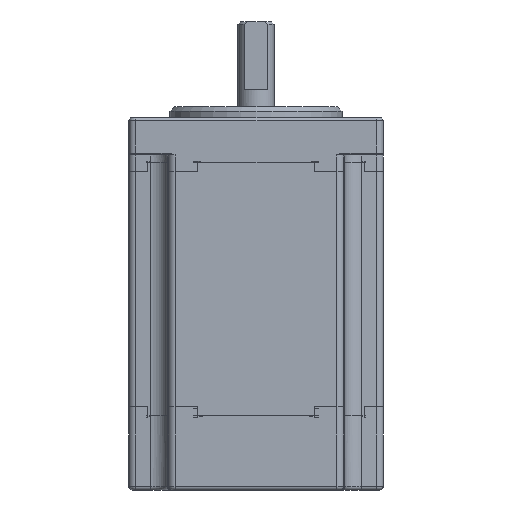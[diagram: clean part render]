
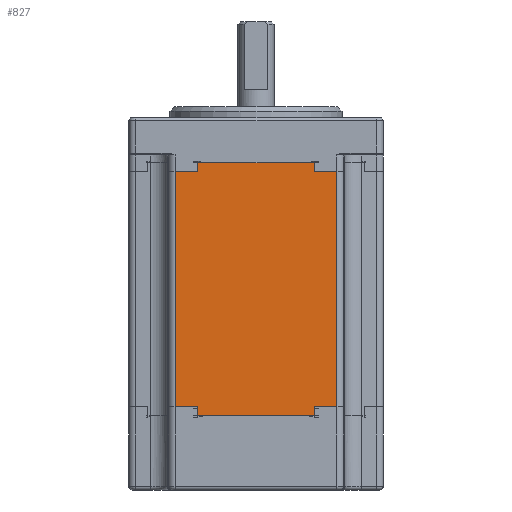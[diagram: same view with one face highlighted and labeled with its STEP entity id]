
A CAD part, front view. The second image highlights one B-rep face of the part: STEP entity #827.
In plain terms, the highlighted planar face has unit normal (0, -1, 0).
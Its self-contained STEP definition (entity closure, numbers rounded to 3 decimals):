
#605 = VERTEX_POINT ( 'NONE', #6020 ) ;
#606 = EDGE_CURVE ( 'NONE', #825, #605, #6019, .T. ) ;
#608 = ORIENTED_EDGE ( 'NONE', *, *, #613, .F. ) ;
#612 = ORIENTED_EDGE ( 'NONE', *, *, #620, .T. ) ;
#613 = EDGE_CURVE ( 'NONE', #672, #677, #6005, .T. ) ;
#614 = ORIENTED_EDGE ( 'NONE', *, *, #606, .F. ) ;
#620 = EDGE_CURVE ( 'NONE', #672, #605, #6053, .T. ) ;
#627 = ORIENTED_EDGE ( 'NONE', *, *, #11921, .F. ) ;
#628 = ORIENTED_EDGE ( 'NONE', *, *, #11303, .F. ) ;
#629 = ORIENTED_EDGE ( 'NONE', *, *, #11183, .T. ) ;
#630 = EDGE_CURVE ( 'NONE', #11910, #828, #6034, .T. ) ;
#631 = ORIENTED_EDGE ( 'NONE', *, *, #673, .F. ) ;
#672 = VERTEX_POINT ( 'NONE', #6094 ) ;
#673 = EDGE_CURVE ( 'NONE', #677, #11321, #6092, .T. ) ;
#677 = VERTEX_POINT ( 'NONE', #6150 ) ;
#821 = ORIENTED_EDGE ( 'NONE', *, *, #630, .F. ) ;
#823 = EDGE_CURVE ( 'NONE', #828, #11913, #6384, .T. ) ;
#824 = EDGE_CURVE ( 'NONE', #11976, #825, #6380, .T. ) ;
#825 = VERTEX_POINT ( 'NONE', #6440 ) ;
#826 = ORIENTED_EDGE ( 'NONE', *, *, #824, .F. ) ;
#827 = ADVANCED_FACE ( 'NONE', ( #6439 ), #6438, .F. ) ;
#828 = VERTEX_POINT ( 'NONE', #6433 ) ;
#831 = ORIENTED_EDGE ( 'NONE', *, *, #11911, .F. ) ;
#832 = ORIENTED_EDGE ( 'NONE', *, *, #823, .F. ) ;
#834 = ORIENTED_EDGE ( 'NONE', *, *, #915, .F. ) ;
#915 = EDGE_CURVE ( 'NONE', #11916, #11976, #6544, .T. ) ;
#6002 = DIRECTION ( 'NONE',  ( 0., 0., 1. ) ) ;
#6003 = VECTOR ( 'NONE', #6002, 1000. ) ;
#6004 = CARTESIAN_POINT ( 'NONE',  ( -12.853, -28.1, 2. ) ) ;
#6005 = LINE ( 'NONE', #6004, #6003 ) ;
#6016 = DIRECTION ( 'NONE',  ( 0., 0., -1. ) ) ;
#6017 = VECTOR ( 'NONE', #6016, 1000. ) ;
#6018 = CARTESIAN_POINT ( 'NONE',  ( 12.853, -28.1, 2. ) ) ;
#6019 = LINE ( 'NONE', #6018, #6017 ) ;
#6020 = CARTESIAN_POINT ( 'NONE',  ( 12.853, -28.1, 0. ) ) ;
#6031 = DIRECTION ( 'NONE',  ( 1., 0., 0. ) ) ;
#6032 = VECTOR ( 'NONE', #6031, 1000. ) ;
#6033 = CARTESIAN_POINT ( 'NONE',  ( -17.904, -28.1, 56. ) ) ;
#6034 = LINE ( 'NONE', #6033, #6032 ) ;
#6046 = DIRECTION ( 'NONE',  ( 1., 0., 0. ) ) ;
#6047 = VECTOR ( 'NONE', #6046, 1000. ) ;
#6048 = CARTESIAN_POINT ( 'NONE',  ( -17.904, -28.1, 0. ) ) ;
#6053 = LINE ( 'NONE', #6048, #6047 ) ;
#6089 = DIRECTION ( 'NONE',  ( -1., 0., 0. ) ) ;
#6090 = VECTOR ( 'NONE', #6089, 1000. ) ;
#6091 = CARTESIAN_POINT ( 'NONE',  ( -17.904, -28.1, 2. ) ) ;
#6092 = LINE ( 'NONE', #6091, #6090 ) ;
#6094 = CARTESIAN_POINT ( 'NONE',  ( -12.853, -28.1, 0. ) ) ;
#6150 = CARTESIAN_POINT ( 'NONE',  ( -12.853, -28.1, 2. ) ) ;
#6377 = DIRECTION ( 'NONE',  ( -1., 0., 0. ) ) ;
#6378 = VECTOR ( 'NONE', #6377, 1000. ) ;
#6379 = CARTESIAN_POINT ( 'NONE',  ( -17.904, -28.1, 2. ) ) ;
#6380 = LINE ( 'NONE', #6379, #6378 ) ;
#6381 = DIRECTION ( 'NONE',  ( 0., 0., -1. ) ) ;
#6382 = VECTOR ( 'NONE', #6381, 1000. ) ;
#6383 = CARTESIAN_POINT ( 'NONE',  ( 12.853, -28.1, 54. ) ) ;
#6384 = LINE ( 'NONE', #6383, #6382 ) ;
#6433 = CARTESIAN_POINT ( 'NONE',  ( 12.853, -28.1, 56. ) ) ;
#6434 = DIRECTION ( 'NONE',  ( 0., 0., 1. ) ) ;
#6435 = DIRECTION ( 'NONE',  ( 0., 1., 0. ) ) ;
#6436 = CARTESIAN_POINT ( 'NONE',  ( -17.904, -28.1, 56. ) ) ;
#6437 = AXIS2_PLACEMENT_3D ( 'NONE', #6436, #6435, #6434 ) ;
#6438 = PLANE ( 'NONE',  #6437 ) ;
#6439 = FACE_OUTER_BOUND ( 'NONE', #10864, .T. ) ;
#6440 = CARTESIAN_POINT ( 'NONE',  ( 12.853, -28.1, 2. ) ) ;
#6536 = DIRECTION ( 'NONE',  ( 0., 0., -1. ) ) ;
#6537 = VECTOR ( 'NONE', #6536, 1000. ) ;
#6538 = CARTESIAN_POINT ( 'NONE',  ( 17.904, -28.1, 56. ) ) ;
#6544 = LINE ( 'NONE', #6538, #6537 ) ;
#10864 = EDGE_LOOP ( 'NONE', ( #826, #834, #831, #832, #821, #627, #628, #629, #631, #608, #612, #614 ) ) ;
#11183 = EDGE_CURVE ( 'NONE', #11323, #11321, #15947, .T. ) ;
#11187 = VERTEX_POINT ( 'NONE', #15939 ) ;
#11303 = EDGE_CURVE ( 'NONE', #11323, #11187, #16132, .T. ) ;
#11321 = VERTEX_POINT ( 'NONE', #16155 ) ;
#11323 = VERTEX_POINT ( 'NONE', #16154 ) ;
#11910 = VERTEX_POINT ( 'NONE', #17187 ) ;
#11911 = EDGE_CURVE ( 'NONE', #11913, #11916, #17250, .T. ) ;
#11913 = VERTEX_POINT ( 'NONE', #17246 ) ;
#11916 = VERTEX_POINT ( 'NONE', #17238 ) ;
#11921 = EDGE_CURVE ( 'NONE', #11187, #11910, #17232, .T. ) ;
#11976 = VERTEX_POINT ( 'NONE', #17342 ) ;
#15939 = CARTESIAN_POINT ( 'NONE',  ( -12.853, -28.1, 54. ) ) ;
#15944 = DIRECTION ( 'NONE',  ( 0., 0., -1. ) ) ;
#15945 = VECTOR ( 'NONE', #15944, 1000. ) ;
#15946 = CARTESIAN_POINT ( 'NONE',  ( -17.904, -28.1, 56. ) ) ;
#15947 = LINE ( 'NONE', #15946, #15945 ) ;
#16129 = DIRECTION ( 'NONE',  ( 1., 0., 0. ) ) ;
#16130 = VECTOR ( 'NONE', #16129, 1000. ) ;
#16131 = CARTESIAN_POINT ( 'NONE',  ( -17.904, -28.1, 54. ) ) ;
#16132 = LINE ( 'NONE', #16131, #16130 ) ;
#16154 = CARTESIAN_POINT ( 'NONE',  ( -17.904, -28.1, 54. ) ) ;
#16155 = CARTESIAN_POINT ( 'NONE',  ( -17.904, -28.1, 2. ) ) ;
#17187 = CARTESIAN_POINT ( 'NONE',  ( -12.853, -28.1, 56. ) ) ;
#17229 = DIRECTION ( 'NONE',  ( 0., 0., 1. ) ) ;
#17230 = VECTOR ( 'NONE', #17229, 1000. ) ;
#17231 = CARTESIAN_POINT ( 'NONE',  ( -12.853, -28.1, 54. ) ) ;
#17232 = LINE ( 'NONE', #17231, #17230 ) ;
#17238 = CARTESIAN_POINT ( 'NONE',  ( 17.904, -28.1, 54. ) ) ;
#17246 = CARTESIAN_POINT ( 'NONE',  ( 12.853, -28.1, 54. ) ) ;
#17247 = DIRECTION ( 'NONE',  ( 1., 0., 0. ) ) ;
#17248 = VECTOR ( 'NONE', #17247, 1000. ) ;
#17249 = CARTESIAN_POINT ( 'NONE',  ( -17.904, -28.1, 54. ) ) ;
#17250 = LINE ( 'NONE', #17249, #17248 ) ;
#17342 = CARTESIAN_POINT ( 'NONE',  ( 17.904, -28.1, 2. ) ) ;
